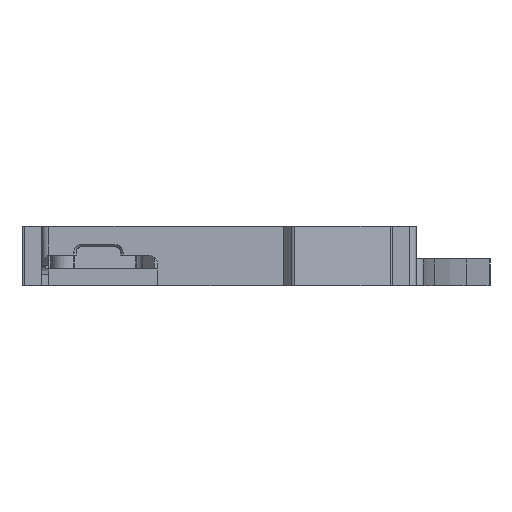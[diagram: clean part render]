
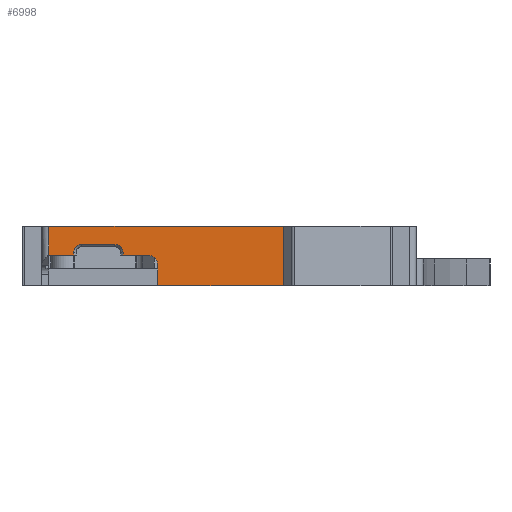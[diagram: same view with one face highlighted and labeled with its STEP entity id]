
A CAD part, left-side view. The second image highlights one B-rep face of the part: STEP entity #6998.
In plain terms, the highlighted planar face has unit normal (-1, 0, 0).
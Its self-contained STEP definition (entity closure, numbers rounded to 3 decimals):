
#193=PLANE('',#7405);
#529=FACE_OUTER_BOUND('',#915,.T.);
#915=EDGE_LOOP('',(#5499,#5500,#5501,#5502,#5503,#5504,#5505,#5506,#5507,
#5508,#5509,#5510,#5511));
#1224=LINE('',#9536,#2158);
#1568=LINE('',#10296,#2502);
#1626=LINE('',#10422,#2560);
#1627=LINE('',#10425,#2561);
#1628=LINE('',#10427,#2562);
#1629=LINE('',#10431,#2563);
#1630=LINE('',#10435,#2564);
#1631=LINE('',#10437,#2565);
#1632=LINE('',#10440,#2566);
#1633=LINE('',#10441,#2567);
#2158=VECTOR('',#7728,10.);
#2502=VECTOR('',#8286,10.);
#2560=VECTOR('',#8384,10.);
#2561=VECTOR('',#8387,10.);
#2562=VECTOR('',#8388,10.);
#2563=VECTOR('',#8391,10.);
#2564=VECTOR('',#8394,10.);
#2565=VECTOR('',#8395,10.);
#2566=VECTOR('',#8398,10.);
#2567=VECTOR('',#8399,10.);
#3109=CIRCLE('',#7406,1.7);
#3110=CIRCLE('',#7407,1.7);
#3111=CIRCLE('',#7408,2.);
#3165=VERTEX_POINT('',#9533);
#3166=VERTEX_POINT('',#9535);
#3435=VERTEX_POINT('',#10293);
#3436=VERTEX_POINT('',#10295);
#3484=VERTEX_POINT('',#10420);
#3485=VERTEX_POINT('',#10424);
#3486=VERTEX_POINT('',#10426);
#3487=VERTEX_POINT('',#10428);
#3488=VERTEX_POINT('',#10430);
#3489=VERTEX_POINT('',#10432);
#3490=VERTEX_POINT('',#10434);
#3491=VERTEX_POINT('',#10436);
#3492=VERTEX_POINT('',#10438);
#3836=EDGE_CURVE('',#3165,#3166,#1224,.T.);
#4199=EDGE_CURVE('',#3435,#3436,#1568,.T.);
#4265=EDGE_CURVE('',#3484,#3435,#1626,.T.);
#4266=EDGE_CURVE('',#3484,#3485,#1627,.T.);
#4267=EDGE_CURVE('',#3486,#3485,#1628,.T.);
#4268=EDGE_CURVE('',#3487,#3486,#3109,.T.);
#4269=EDGE_CURVE('',#3488,#3487,#1629,.T.);
#4270=EDGE_CURVE('',#3489,#3488,#3110,.T.);
#4271=EDGE_CURVE('',#3490,#3489,#1630,.T.);
#4272=EDGE_CURVE('',#3490,#3491,#1631,.T.);
#4273=EDGE_CURVE('',#3491,#3492,#3111,.T.);
#4274=EDGE_CURVE('',#3492,#3166,#1632,.T.);
#4275=EDGE_CURVE('',#3165,#3436,#1633,.T.);
#5499=ORIENTED_EDGE('',*,*,#4265,.F.);
#5500=ORIENTED_EDGE('',*,*,#4266,.T.);
#5501=ORIENTED_EDGE('',*,*,#4267,.F.);
#5502=ORIENTED_EDGE('',*,*,#4268,.F.);
#5503=ORIENTED_EDGE('',*,*,#4269,.F.);
#5504=ORIENTED_EDGE('',*,*,#4270,.F.);
#5505=ORIENTED_EDGE('',*,*,#4271,.F.);
#5506=ORIENTED_EDGE('',*,*,#4272,.T.);
#5507=ORIENTED_EDGE('',*,*,#4273,.T.);
#5508=ORIENTED_EDGE('',*,*,#4274,.T.);
#5509=ORIENTED_EDGE('',*,*,#3836,.F.);
#5510=ORIENTED_EDGE('',*,*,#4275,.T.);
#5511=ORIENTED_EDGE('',*,*,#4199,.F.);
#6998=ADVANCED_FACE('',(#529),#193,.T.);
#7405=AXIS2_PLACEMENT_3D('',#10423,#8385,#8386);
#7406=AXIS2_PLACEMENT_3D('',#10429,#8389,#8390);
#7407=AXIS2_PLACEMENT_3D('',#10433,#8392,#8393);
#7408=AXIS2_PLACEMENT_3D('',#10439,#8396,#8397);
#7728=DIRECTION('',(0.,1.,0.));
#8286=DIRECTION('',(0.,-1.,0.));
#8384=DIRECTION('',(0.,0.,1.));
#8385=DIRECTION('center_axis',(-1.,0.,0.));
#8386=DIRECTION('ref_axis',(0.,-1.,0.));
#8387=DIRECTION('',(0.,-1.,0.));
#8388=DIRECTION('',(0.,0.,-1.));
#8389=DIRECTION('center_axis',(-1.,0.,0.));
#8390=DIRECTION('ref_axis',(0.,0.,
1.));
#8391=DIRECTION('',(0.,1.,0.));
#8392=DIRECTION('center_axis',(-1.,0.,0.));
#8393=DIRECTION('ref_axis',(0.,-1.,0.));
#8394=DIRECTION('',(0.,0.,1.));
#8395=DIRECTION('',(0.,-1.,0.));
#8396=DIRECTION('center_axis',(1.,0.,0.));
#8397=DIRECTION('ref_axis',(0.,-1.,0.));
#8398=DIRECTION('',(0.,0.,-1.));
#8399=DIRECTION('',(0.,0.,1.));
#9533=CARTESIAN_POINT('',(28.638,-98.604,-2.));
#9535=CARTESIAN_POINT('',(28.638,-72.1,-2.));
#9536=CARTESIAN_POINT('',(28.638,-98.604,-2.));
#10293=CARTESIAN_POINT('',(28.638,-49.155,10.5));
#10295=CARTESIAN_POINT('',(28.638,-98.604,10.5));
#10296=CARTESIAN_POINT('',(28.638,-98.604,10.5));
#10420=CARTESIAN_POINT('',(28.638,-49.155,4.395));
#10422=CARTESIAN_POINT('',(28.638,-49.155,0.));
#10423=CARTESIAN_POINT('Origin',(28.638,-47.655,0.));
#10424=CARTESIAN_POINT('',(28.638,-54.4,4.395));
#10425=CARTESIAN_POINT('',(28.638,-48.405,4.395));
#10426=CARTESIAN_POINT('',(28.638,-54.4,4.98));
#10427=CARTESIAN_POINT('',(28.638,-54.4,1.905));
#10428=CARTESIAN_POINT('',(28.638,-56.1,6.68));
#10429=CARTESIAN_POINT('Origin',(28.638,-56.1,4.98));
#10430=CARTESIAN_POINT('',(28.638,-63.1,6.68));
#10431=CARTESIAN_POINT('',(28.638,-51.878,6.68));
#10432=CARTESIAN_POINT('',(28.638,-64.8,4.98));
#10433=CARTESIAN_POINT('Origin',(28.638,-63.1,4.98));
#10434=CARTESIAN_POINT('',(28.638,-64.8,4.395));
#10435=CARTESIAN_POINT('',(28.638,-64.8,2.49));
#10436=CARTESIAN_POINT('',(28.638,-70.1,4.395));
#10437=CARTESIAN_POINT('',(28.638,-48.405,4.395));
#10438=CARTESIAN_POINT('',(28.638,-72.1,2.395));
#10439=CARTESIAN_POINT('Origin',(28.638,-70.1,2.395));
#10440=CARTESIAN_POINT('',(28.638,-72.1,1.198));
#10441=CARTESIAN_POINT('',(28.638,-98.604,0.));
